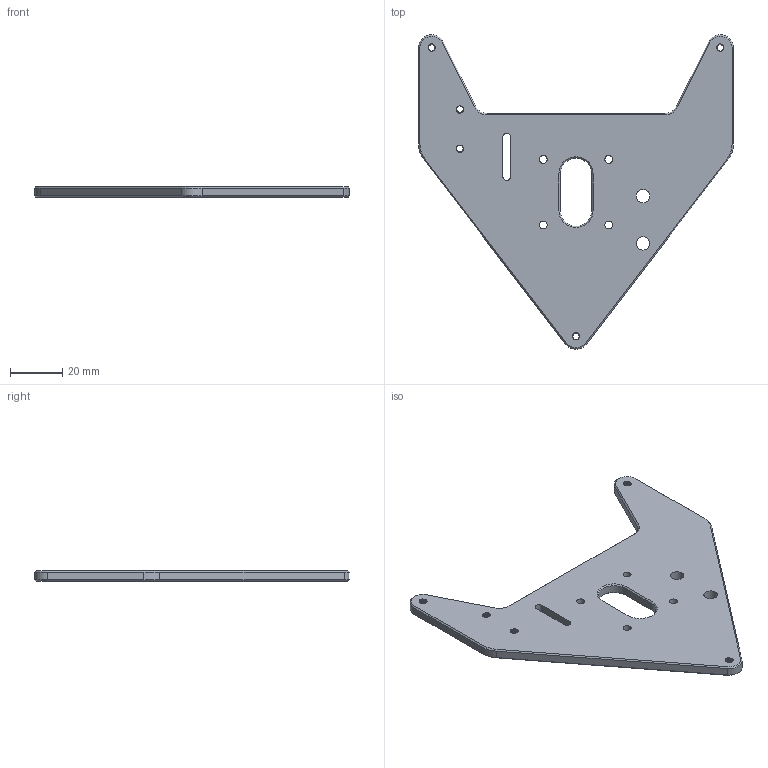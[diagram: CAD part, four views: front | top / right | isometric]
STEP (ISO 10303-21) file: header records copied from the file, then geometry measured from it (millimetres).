
FILE_DESCRIPTION(/* description */ ('','CAx-IF Rec.Pracs.---Representation and Presentation of Product Manufacturing Information (PMI)---4.0---2014-10-13'),/* implementation_level */ '2;1');
FILE_NAME(/* name */ 'Y_PLATE.step',/* time_stamp */ '2025-01-06T20:03:02-08:00',/* author */ (''),/* organization */ (''),/* preprocessor_version */ 'ST-DEVELOPER v20',/* originating_system */ 'Autodesk Translation Framework v13.20.0.188',/* authorisation */ '');
FILE_SCHEMA (('AP242_MANAGED_MODEL_BASED_3D_ENGINEERING_MIM_LF { 1 0 10303 442 1 1 4 }'));
Length unit declared in the file: millimetre
Products named in the file (1): Y_PLATE
Bounding box: 120 x 119.82 x 4 mm (x, y, z)
Volume: 27729.7 mm3; surface area: 16352.5 mm2
Topology: 1 solids, 1 shells, 166 faces, 456 edges, 292 vertices
Faces by surface type: cylinder 107, plane 31, cone 18, bspline 10
Full cylindrical faces by diameter (mm): 2.529 x20, 3 x4, 3.086 x10, 5.1 x2
Entity records: 11182 total; most frequent: CARTESIAN_POINT 7251, ORIENTED_EDGE 912, DIRECTION 642, EDGE_CURVE 456, VERTEX_POINT 292, AXIS2_PLACEMENT_3D 229, B_SPLINE_CURVE_WITH_KNOTS 200, EDGE_LOOP 192
